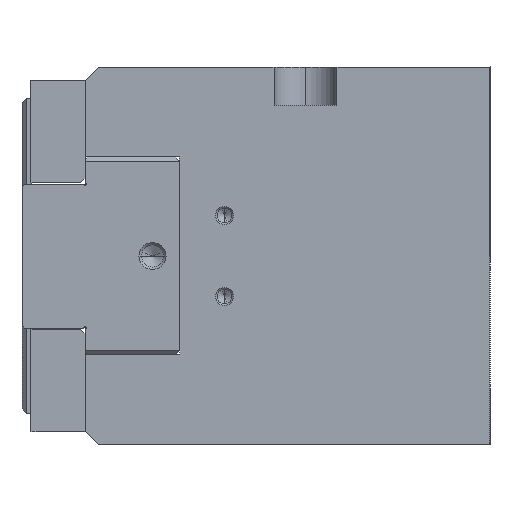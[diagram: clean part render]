
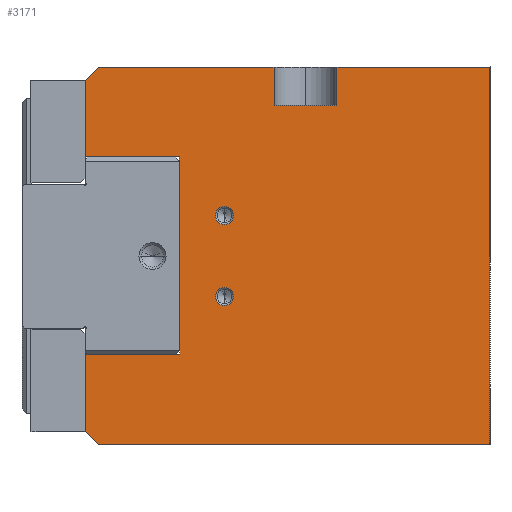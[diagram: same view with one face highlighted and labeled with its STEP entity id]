
A CAD part, left-side view. The second image highlights one B-rep face of the part: STEP entity #3171.
In plain terms, the highlighted planar face has unit normal (-1, 0, 0).
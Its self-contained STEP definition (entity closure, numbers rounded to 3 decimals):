
#1763 = EDGE_CURVE( '', #2541, #3037, #5034, .T. );
#2019 = EDGE_CURVE( '', #4497, #3205, #5316, .T. );
#2129 = EDGE_CURVE( '', #4467, #4139, #5437, .T. );
#2161 = VERTEX_POINT( '', #5472 );
#2197 = EDGE_CURVE( '', #3035, #3841, #5511, .T. );
#2205 = EDGE_CURVE( '', #2541, #2413, #5520, .T. );
#2233 = EDGE_CURVE( '', #2579, #3737, #5550, .T. );
#2413 = VERTEX_POINT( '', #5752 );
#2541 = VERTEX_POINT( '', #5896 );
#2579 = VERTEX_POINT( '', #5936 );
#2945 = EDGE_CURVE( '', #3233, #3661, #6344, .T. );
#2963 = VERTEX_POINT( '', #6366 );
#3035 = VERTEX_POINT( '', #6451 );
#3037 = VERTEX_POINT( '', #6453 );
#3105 = EDGE_CURVE( '', #3737, #2579, #6530, .T. );
#3171 = ADVANCED_FACE( '', ( #6601, #6602, #6603 ), #6604, .F. );
#3205 = VERTEX_POINT( '', #6641 );
#3233 = VERTEX_POINT( '', #6671 );
#3271 = EDGE_CURVE( '', #4259, #3233, #6713, .T. );
#3331 = EDGE_CURVE( '', #3823, #4133, #6779, .T. );
#3555 = EDGE_CURVE( '', #3661, #3037, #7039, .T. );
#3661 = VERTEX_POINT( '', #7163 );
#3737 = VERTEX_POINT( '', #7245 );
#3793 = EDGE_CURVE( '', #4259, #4133, #7307, .T. );
#3823 = VERTEX_POINT( '', #7339 );
#3827 = EDGE_CURVE( '', #2963, #3823, #7343, .T. );
#3841 = VERTEX_POINT( '', #7361 );
#3935 = EDGE_CURVE( '', #3205, #2963, #7465, .T. );
#4083 = EDGE_CURVE( '', #4497, #3035, #7632, .T. );
#4133 = VERTEX_POINT( '', #7685 );
#4139 = VERTEX_POINT( '', #7692 );
#4259 = VERTEX_POINT( '', #7818 );
#4367 = EDGE_CURVE( '', #3841, #2161, #7936, .T. );
#4467 = VERTEX_POINT( '', #8050 );
#4497 = VERTEX_POINT( '', #8082 );
#4723 = EDGE_CURVE( '', #2413, #2161, #8334, .T. );
#4837 = EDGE_CURVE( '', #4139, #4467, #8455, .T. );
#5034 = LINE( '', #8697, #8698 );
#5316 = LINE( '', #9120, #9121 );
#5437 = CIRCLE( '', #9285, 2. );
#5472 = CARTESIAN_POINT( '', ( -80., 48., 42. ) );
#5511 = LINE( '', #9388, #9389 );
#5520 = LINE( '', #9401, #9402 );
#5550 = CIRCLE( '', #9446, 2. );
#5752 = CARTESIAN_POINT( '', ( -80., 87., 42. ) );
#5896 = CARTESIAN_POINT( '', ( -80., 89.99, 39.01 ) );
#5936 = CARTESIAN_POINT( '', ( -80., 59., 11. ) );
#6344 = LINE( '', #10524, #10525 );
#6366 = CARTESIAN_POINT( '', ( -80., 0., -42. ) );
#6451 = CARTESIAN_POINT( '', ( -80., 34., 33.5 ) );
#6453 = CARTESIAN_POINT( '', ( -80., 89.99, 22. ) );
#6530 = CIRCLE( '', #10779, 2. );
#6601 = FACE_OUTER_BOUND( '', #10902, .T. );
#6602 = FACE_BOUND( '', #10903, .T. );
#6603 = FACE_BOUND( '', #10904, .T. );
#6604 = PLANE( '', #10905 );
#6641 = CARTESIAN_POINT( '', ( -80., 0., 42. ) );
#6671 = CARTESIAN_POINT( '', ( -80., 69., -22. ) );
#6713 = LINE( '', #11068, #11069 );
#6779 = LINE( '', #11159, #11160 );
#7039 = LINE( '', #11515, #11516 );
#7163 = CARTESIAN_POINT( '', ( -80., 69., 22. ) );
#7245 = CARTESIAN_POINT( '', ( -80., 59., 7. ) );
#7307 = LINE( '', #11874, #11875 );
#7339 = CARTESIAN_POINT( '', ( -80., 87., -42. ) );
#7343 = LINE( '', #11927, #11928 );
#7361 = CARTESIAN_POINT( '', ( -80., 48., 33.5 ) );
#7465 = LINE( '', #12101, #12102 );
#7632 = LINE( '', #12321, #12322 );
#7685 = CARTESIAN_POINT( '', ( -80., 89.99, -39.01 ) );
#7692 = CARTESIAN_POINT( '', ( -80., 59., -11. ) );
#7818 = CARTESIAN_POINT( '', ( -80., 89.99, -22. ) );
#7936 = LINE( '', #12814, #12815 );
#8050 = CARTESIAN_POINT( '', ( -80., 59., -7. ) );
#8082 = CARTESIAN_POINT( '', ( -80., 34., 42. ) );
#8334 = LINE( '', #13366, #13367 );
#8455 = CIRCLE( '', #13540, 2. );
#8697 = CARTESIAN_POINT( '', ( -80., 89.99, 0. ) );
#8698 = VECTOR( '', #13755, 1. );
#9120 = CARTESIAN_POINT( '', ( -80., 87., 42. ) );
#9121 = VECTOR( '', #14029, 1. );
#9285 = AXIS2_PLACEMENT_3D( '', #14155, #14156, #14157 );
#9388 = CARTESIAN_POINT( '', ( -80., 0., 33.5 ) );
#9389 = VECTOR( '', #14235, 1. );
#9401 = CARTESIAN_POINT( '', ( -80., 90., 39. ) );
#9402 = VECTOR( '', #14249, 1. );
#9446 = AXIS2_PLACEMENT_3D( '', #14275, #14276, #14277 );
#10524 = CARTESIAN_POINT( '', ( -80., 69., -22. ) );
#10525 = VECTOR( '', #15195, 1. );
#10779 = AXIS2_PLACEMENT_3D( '', #15439, #15440, #15441 );
#10902 = EDGE_LOOP( '', ( #15495, #15496, #15497, #15498, #15499, #15500, #15501, #15502, #15503, #15504, #15505, #15506, #15507, #15508 ) );
#10903 = EDGE_LOOP( '', ( #15509, #15510 ) );
#10904 = EDGE_LOOP( '', ( #15511, #15512 ) );
#10905 = AXIS2_PLACEMENT_3D( '', #15513, #15514, #15515 );
#11068 = CARTESIAN_POINT( '', ( -80., 90., -22. ) );
#11069 = VECTOR( '', #15640, 1. );
#11159 = CARTESIAN_POINT( '', ( -80., 87., -42. ) );
#11160 = VECTOR( '', #15701, 1. );
#11515 = CARTESIAN_POINT( '', ( -80., 69., 22. ) );
#11516 = VECTOR( '', #16098, 1. );
#11874 = CARTESIAN_POINT( '', ( -80., 89.99, 0. ) );
#11875 = VECTOR( '', #16414, 1. );
#11927 = CARTESIAN_POINT( '', ( -80., 0., -42. ) );
#11928 = VECTOR( '', #16441, 1. );
#12101 = CARTESIAN_POINT( '', ( -80., 0., 42. ) );
#12102 = VECTOR( '', #16577, 1. );
#12321 = CARTESIAN_POINT( '', ( -80., 34., 21. ) );
#12322 = VECTOR( '', #16765, 1. );
#12814 = CARTESIAN_POINT( '', ( -80., 48., 21. ) );
#12815 = VECTOR( '', #17059, 1. );
#13366 = CARTESIAN_POINT( '', ( -80., 87., 42. ) );
#13367 = VECTOR( '', #17515, 1. );
#13540 = AXIS2_PLACEMENT_3D( '', #17631, #17632, #17633 );
#13755 = DIRECTION( '', ( 0., 0., -1. ) );
#14029 = DIRECTION( '', ( 0., -1., 0. ) );
#14155 = CARTESIAN_POINT( '', ( -80., 59., -9. ) );
#14156 = DIRECTION( '', ( 1., 0., 0. ) );
#14157 = DIRECTION( '', ( 0., 0., -1. ) );
#14235 = DIRECTION( '', ( 0., 1., 0. ) );
#14249 = DIRECTION( '', ( 0., -0.707, 0.707 ) );
#14275 = CARTESIAN_POINT( '', ( -80., 59., 9. ) );
#14276 = DIRECTION( '', ( 1., 0., 0. ) );
#14277 = DIRECTION( '', ( 0., 0., -1. ) );
#15195 = DIRECTION( '', ( 0., 0., 1. ) );
#15439 = CARTESIAN_POINT( '', ( -80., 59., 9. ) );
#15440 = DIRECTION( '', ( 1., 0., 0. ) );
#15441 = DIRECTION( '', ( 0., 0., -1. ) );
#15495 = ORIENTED_EDGE( '', *, *, #3793, .T. );
#15496 = ORIENTED_EDGE( '', *, *, #3331, .F. );
#15497 = ORIENTED_EDGE( '', *, *, #3827, .F. );
#15498 = ORIENTED_EDGE( '', *, *, #3935, .F. );
#15499 = ORIENTED_EDGE( '', *, *, #2019, .F. );
#15500 = ORIENTED_EDGE( '', *, *, #4083, .T. );
#15501 = ORIENTED_EDGE( '', *, *, #2197, .T. );
#15502 = ORIENTED_EDGE( '', *, *, #4367, .T. );
#15503 = ORIENTED_EDGE( '', *, *, #4723, .F. );
#15504 = ORIENTED_EDGE( '', *, *, #2205, .F. );
#15505 = ORIENTED_EDGE( '', *, *, #1763, .T. );
#15506 = ORIENTED_EDGE( '', *, *, #3555, .F. );
#15507 = ORIENTED_EDGE( '', *, *, #2945, .F. );
#15508 = ORIENTED_EDGE( '', *, *, #3271, .F. );
#15509 = ORIENTED_EDGE( '', *, *, #3105, .T. );
#15510 = ORIENTED_EDGE( '', *, *, #2233, .T. );
#15511 = ORIENTED_EDGE( '', *, *, #4837, .T. );
#15512 = ORIENTED_EDGE( '', *, *, #2129, .T. );
#15513 = CARTESIAN_POINT( '', ( -80., 0., 0. ) );
#15514 = DIRECTION( '', ( 1., 0., 0. ) );
#15515 = DIRECTION( '', ( 0., 0., -1. ) );
#15640 = DIRECTION( '', ( 0., -1., 0. ) );
#15701 = DIRECTION( '', ( 0., 0.707, 0.707 ) );
#16098 = DIRECTION( '', ( 0., 1., 0. ) );
#16414 = DIRECTION( '', ( 0., 0., -1. ) );
#16441 = DIRECTION( '', ( 0., 1., 0. ) );
#16577 = DIRECTION( '', ( 0., 0., -1. ) );
#16765 = DIRECTION( '', ( 0., 0., -1. ) );
#17059 = DIRECTION( '', ( 0., 0., 1. ) );
#17515 = DIRECTION( '', ( 0., -1., 0. ) );
#17631 = CARTESIAN_POINT( '', ( -80., 59., -9. ) );
#17632 = DIRECTION( '', ( 1., 0., 0. ) );
#17633 = DIRECTION( '', ( 0., 0., -1. ) );
